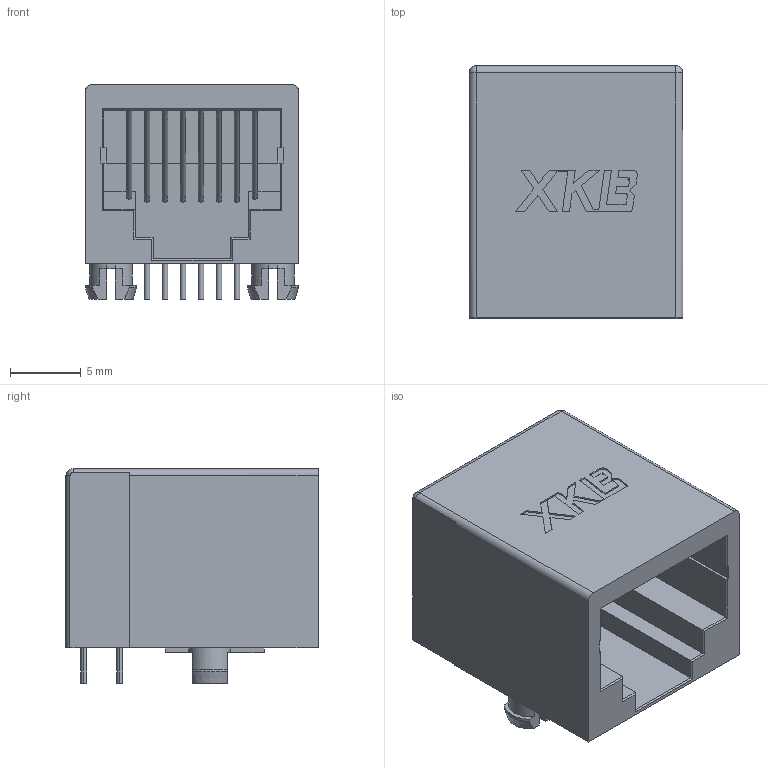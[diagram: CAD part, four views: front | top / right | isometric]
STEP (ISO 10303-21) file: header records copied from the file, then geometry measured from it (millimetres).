
FILE_DESCRIPTION((''),'2;1');
FILE_NAME('X31ADIWA3DY1027_ASM','2022-10-29T10:25:25',('Administrator'),(''),'CREO PARAMETRIC BY PTC INC, 2021164','CREO PARAMETRIC BY PTC INC, 2021164','');
FILE_SCHEMA(('CONFIG_CONTROL_DESIGN'));
Length unit declared in the file: millimetre
Products named in the file (5): SOLID_1_2; RJ45-TH_XKB_X31ADIWA3DY1027_ASM; RJ1_1_2_3_4_5_6_7_8_9_10_ASM; PCBMODEL_1_2_3_4_5_6_7_8_9_1_41_ASM; X31ADIWA3DY1027_ASM
Assembly tree (4 placements, depth 5):
  X31ADIWA3DY1027_ASM
    PCBMODEL_1_2_3_4_5_6_7_8_9_1_41_ASM
      RJ1_1_2_3_4_5_6_7_8_9_10_ASM
        RJ45-TH_XKB_X31ADIWA3DY1027_ASM
          SOLID_1_2
Bounding box: 15.1 x 17.8 x 15.15 mm (x, y, z)
Volume: 2053.4 mm3; surface area: 2109.7 mm2
Topology: 1 solids, 1 shells, 209 faces, 572 edges, 375 vertices
Faces by surface type: plane 148, cylinder 37, extrusion 16, cone 6, sphere 2
Entity records: 7200 total; most frequent: CARTESIAN_POINT 1726, ORIENTED_EDGE 1140, DIRECTION 1053, EDGE_CURVE 570, VECTOR 449, LINE 433, VERTEX_POINT 375, AXIS2_PLACEMENT_3D 302
